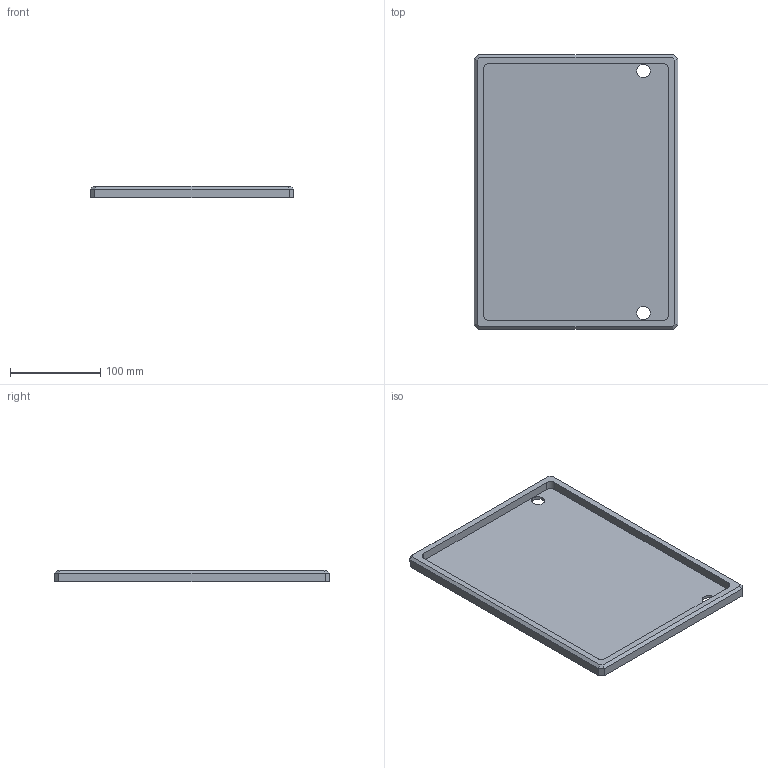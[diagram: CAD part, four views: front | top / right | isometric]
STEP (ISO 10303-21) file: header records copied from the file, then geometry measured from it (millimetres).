
FILE_DESCRIPTION (( 'STEP AP214' ), '1' );
FILE_NAME ('Flanking_Shroud_Outside.STEP', '2020-10-22T23:47:02', ( '' ), ( '' ), 'SwSTEP 2.0', 'SolidWorks 2020', '' );
FILE_SCHEMA (( 'AUTOMOTIVE_DESIGN' ));
Length unit declared in the file: millimetre
Products named in the file (1): Flanking_Shroud_Outside
Bounding box: 225.43 x 304.8 x 12.7 mm (x, y, z)
Volume: 308586.2 mm3; surface area: 157685 mm2
Topology: 1 solids, 1 shells, 39 faces, 96 edges, 58 vertices
Faces by surface type: plane 23, cylinder 12, cone 4
Entity records: 1196 total; most frequent: DIRECTION 196, CARTESIAN_POINT 190, ORIENTED_EDGE 184, EDGE_CURVE 92, VECTOR 68, LINE 68, AXIS2_PLACEMENT_3D 64, VERTEX_POINT 58
